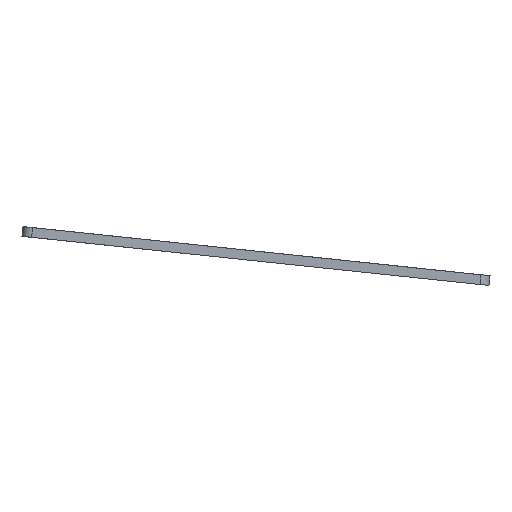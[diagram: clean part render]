
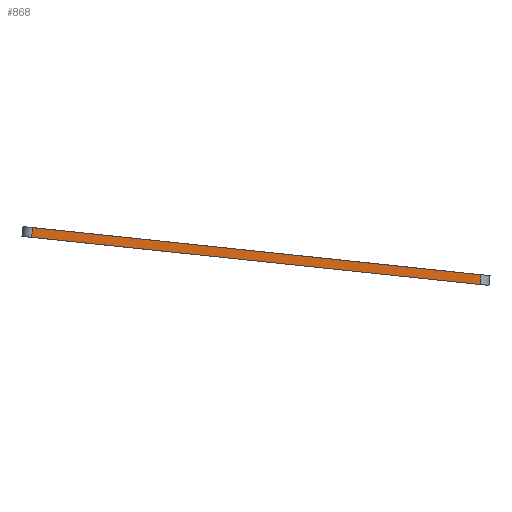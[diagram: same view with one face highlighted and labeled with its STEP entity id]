
A CAD part, left-side view. The second image highlights one B-rep face of the part: STEP entity #868.
In plain terms, the highlighted planar face has unit normal (-1, 0, 0).
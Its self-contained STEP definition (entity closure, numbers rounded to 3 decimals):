
#68=PLANE('',#956);
#82=FACE_OUTER_BOUND('',#144,.T.);
#144=EDGE_LOOP('',(#638,#639,#640,#641));
#208=LINE('',#1338,#274);
#217=LINE('',#1399,#283);
#218=LINE('',#1402,#284);
#219=LINE('',#1403,#285);
#274=VECTOR('',#1055,10.);
#283=VECTOR('',#1110,10.);
#284=VECTOR('',#1113,10.);
#285=VECTOR('',#1114,10.);
#396=VERTEX_POINT('',#1335);
#397=VERTEX_POINT('',#1337);
#426=VERTEX_POINT('',#1397);
#427=VERTEX_POINT('',#1401);
#477=EDGE_CURVE('',#396,#397,#208,.T.);
#508=EDGE_CURVE('',#426,#396,#217,.T.);
#509=EDGE_CURVE('',#427,#426,#218,.F.);
#510=EDGE_CURVE('',#397,#427,#219,.T.);
#638=ORIENTED_EDGE('',*,*,#508,.F.);
#639=ORIENTED_EDGE('',*,*,#509,.F.);
#640=ORIENTED_EDGE('',*,*,#510,.F.);
#641=ORIENTED_EDGE('',*,*,#477,.F.);
#868=ADVANCED_FACE('',(#82),#68,.T.);
#956=AXIS2_PLACEMENT_3D('',#1400,#1111,#1112);
#1055=DIRECTION('',(0.,0.995,0.105));
#1110=DIRECTION('',(0.,0.105,-0.995));
#1111=DIRECTION('center_axis',(-1.,0.,0.));
#1112=DIRECTION('ref_axis',(0.,0.995,0.105));
#1113=DIRECTION('',(0.,0.995,0.105));
#1114=DIRECTION('',(0.,-0.105,0.995));
#1335=CARTESIAN_POINT('',(4.85,-71.069,-18.139));
#1337=CARTESIAN_POINT('',(4.85,-1.95,-10.875));
#1338=CARTESIAN_POINT('',(4.85,-53.789,-16.323));
#1397=CARTESIAN_POINT('',(4.85,-71.226,-16.648));
#1399=CARTESIAN_POINT('',(4.85,-71.226,-16.648));
#1400=CARTESIAN_POINT('Origin',(4.85,-71.226,-16.648));
#1401=CARTESIAN_POINT('',(4.85,-2.106,-9.383));
#1402=CARTESIAN_POINT('',(4.85,-53.946,-14.831));
#1403=CARTESIAN_POINT('',(4.85,-2.106,-9.383));
